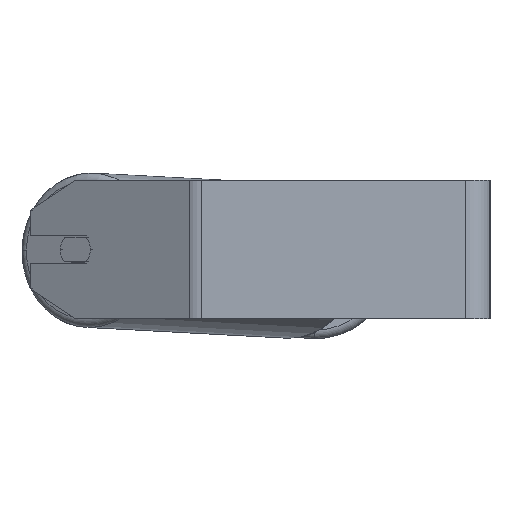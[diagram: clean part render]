
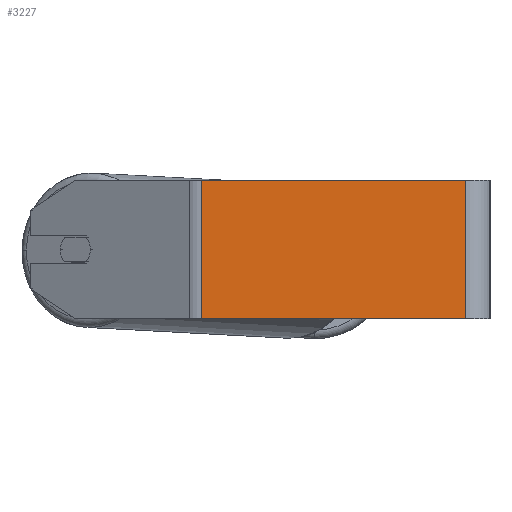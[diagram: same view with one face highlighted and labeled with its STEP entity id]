
A CAD part, left-side view. The second image highlights one B-rep face of the part: STEP entity #3227.
In plain terms, the highlighted planar face has unit normal (-1, 0, 0).
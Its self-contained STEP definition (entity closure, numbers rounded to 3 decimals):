
#240 = VERTEX_POINT ( 'NONE', #5539 ) ;
#443 = CARTESIAN_POINT ( 'NONE',  ( -415., 166.007, 40. ) ) ;
#757 = VECTOR ( 'NONE', #5730, 1000. ) ;
#2370 = ORIENTED_EDGE ( 'NONE', *, *, #4227, .T. ) ;
#2404 = VERTEX_POINT ( 'NONE', #4290 ) ;
#2551 = CARTESIAN_POINT ( 'NONE',  ( -415., 169.758, -40. ) ) ;
#2633 = CARTESIAN_POINT ( 'NONE',  ( -415., 14., 40. ) ) ;
#2756 = LINE ( 'NONE', #3638, #7189 ) ;
#3021 = CARTESIAN_POINT ( 'NONE',  ( -415., 169.758, 40. ) ) ;
#3210 = EDGE_CURVE ( 'NONE', #8323, #240, #2756, .T. ) ;
#3227 = ADVANCED_FACE ( 'NONE', ( #6384 ), #5464, .F. ) ;
#3638 = CARTESIAN_POINT ( 'NONE',  ( -415., 14., 40. ) ) ;
#3730 = DIRECTION ( 'NONE',  ( 0., 0., -1. ) ) ;
#4048 = LINE ( 'NONE', #8092, #4951 ) ;
#4227 = EDGE_CURVE ( 'NONE', #2404, #240, #6044, .T. ) ;
#4290 = CARTESIAN_POINT ( 'NONE',  ( -415., 166.007, -40. ) ) ;
#4357 = VECTOR ( 'NONE', #7968, 1000. ) ;
#4951 = VECTOR ( 'NONE', #7424, 1000. ) ;
#5035 = EDGE_LOOP ( 'NONE', ( #2370, #7333, #7517, #7636 ) ) ;
#5136 = VERTEX_POINT ( 'NONE', #443 ) ;
#5427 = DIRECTION ( 'NONE',  ( 1., 0., 0. ) ) ;
#5456 = EDGE_CURVE ( 'NONE', #5136, #8323, #4048, .T. ) ;
#5464 = PLANE ( 'NONE',  #6051 ) ;
#5539 = CARTESIAN_POINT ( 'NONE',  ( -415., 14., -40. ) ) ;
#5730 = DIRECTION ( 'NONE',  ( 0., 0., -1. ) ) ;
#5766 = CARTESIAN_POINT ( 'NONE',  ( -415., 166.007, 40. ) ) ;
#6044 = LINE ( 'NONE', #2551, #4357 ) ;
#6051 = AXIS2_PLACEMENT_3D ( 'NONE', #3021, #5427, #6336 ) ;
#6336 = DIRECTION ( 'NONE',  ( 0., 0., -1. ) ) ;
#6384 = FACE_OUTER_BOUND ( 'NONE', #5035, .T. ) ;
#7189 = VECTOR ( 'NONE', #3730, 1000. ) ;
#7297 = EDGE_CURVE ( 'NONE', #5136, #2404, #7859, .T. ) ;
#7333 = ORIENTED_EDGE ( 'NONE', *, *, #3210, .F. ) ;
#7424 = DIRECTION ( 'NONE',  ( 0., -1., 0. ) ) ;
#7517 = ORIENTED_EDGE ( 'NONE', *, *, #5456, .F. ) ;
#7636 = ORIENTED_EDGE ( 'NONE', *, *, #7297, .T. ) ;
#7859 = LINE ( 'NONE', #5766, #757 ) ;
#7968 = DIRECTION ( 'NONE',  ( 0., -1., 0. ) ) ;
#8092 = CARTESIAN_POINT ( 'NONE',  ( -415., 169.758, 40. ) ) ;
#8323 = VERTEX_POINT ( 'NONE', #2633 ) ;
